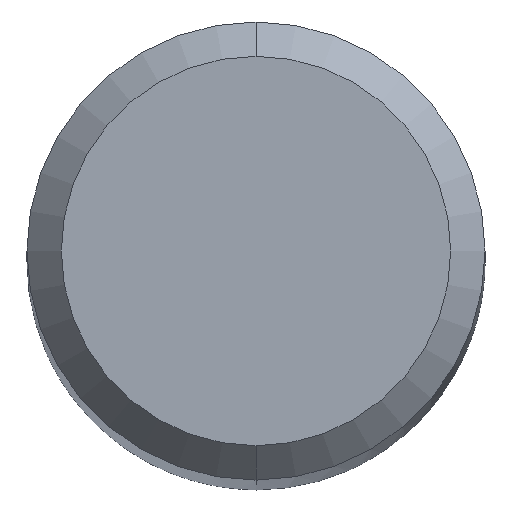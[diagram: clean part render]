
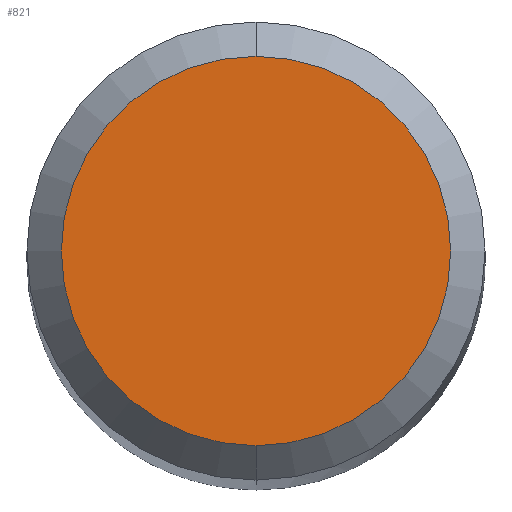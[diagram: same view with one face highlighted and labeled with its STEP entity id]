
A CAD part, top view. The second image highlights one B-rep face of the part: STEP entity #821.
In plain terms, the highlighted planar face has unit normal (0, 0, 1).
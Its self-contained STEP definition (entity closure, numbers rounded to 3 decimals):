
#513=EDGE_CURVE('',#601,#571,#1120,.T.);
#571=VERTEX_POINT('',#1184);
#575=EDGE_CURVE('',#571,#601,#1188,.T.);
#601=VERTEX_POINT('',#1216);
#821=ADVANCED_FACE('',(#1447),#1448,.T.);
#1120=CIRCLE('',#2194,1.7);
#1184=CARTESIAN_POINT('',(0.0,1.7,0.0));
#1188=CIRCLE('',#2374,1.7);
#1216=CARTESIAN_POINT('',(0.,-1.7,0.0));
#1447=FACE_OUTER_BOUND('',#3026,.T.);
#1448=PLANE('',#3027);
#2194=AXIS2_PLACEMENT_3D('',#3492,#3493,#3494);
#2374=AXIS2_PLACEMENT_3D('',#3542,#3543,#3544);
#3026=EDGE_LOOP('',(#3722,#3723));
#3027=AXIS2_PLACEMENT_3D('',#3724,#3725,#3726);
#3492=CARTESIAN_POINT('',(0.0,0.0,0.0));
#3493=DIRECTION('',(0.0,0.0,-1.0));
#3494=DIRECTION('',(0.0,1.0,0.0));
#3542=CARTESIAN_POINT('',(0.0,0.0,0.0));
#3543=DIRECTION('',(0.0,0.0,-1.0));
#3544=DIRECTION('',(0.0,1.0,0.0));
#3722=ORIENTED_EDGE('',*,*,#575,.F.);
#3723=ORIENTED_EDGE('',*,*,#513,.F.);
#3724=CARTESIAN_POINT('',(0.0,0.85,0.0));
#3725=DIRECTION('',(-0.0,0.0,1.0));
#3726=DIRECTION('',(0.0,-1.0,0.0));
